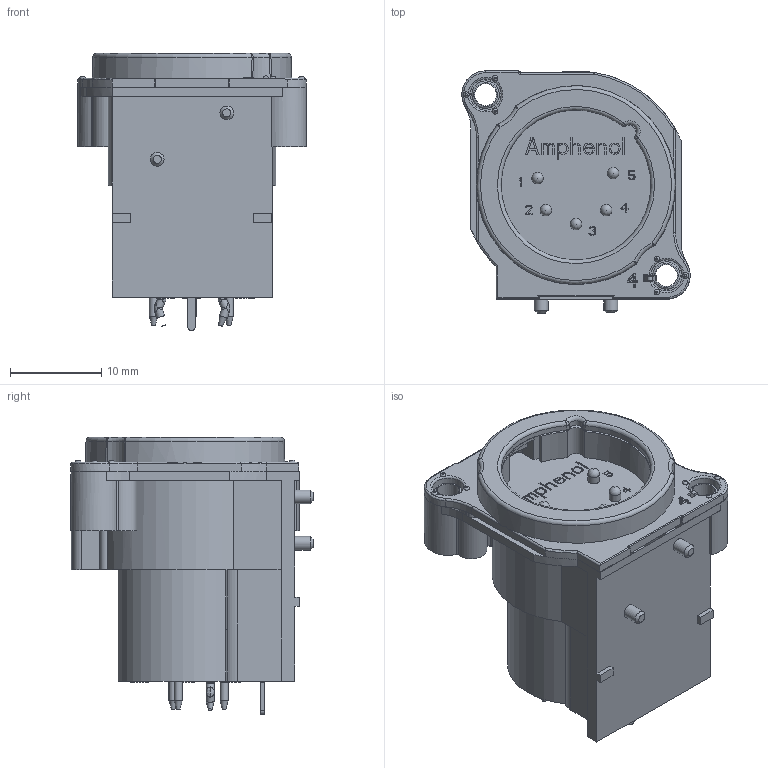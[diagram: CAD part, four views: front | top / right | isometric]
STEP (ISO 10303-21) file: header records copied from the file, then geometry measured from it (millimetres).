
FILE_DESCRIPTION(/* description */ (''),/* implementation_level */ '2;1');
FILE_NAME(/* name */ 'AC5MBV-AU-PRE.stp',/* time_stamp */ '2026-04-15T19:02:19+10:00',/* author */ ('minh'),/* organization */ (''),/* preprocessor_version */ 'ST-DEVELOPER v19.2',/* originating_system */ 'Autodesk Inventor 2023',/* authorisation */ '');
FILE_SCHEMA (('AUTOMOTIVE_DESIGN { 1 0 10303 214 3 1 1 }'));
Length unit declared in the file: inch
Products named in the file (1): AC5MBV-AU-PRE simplified
Bounding box: 25 x 26.5 x 30.35 mm (x, y, z)
Volume: 7772.7 mm3; surface area: 4726 mm2
Topology: 1 solids, 3 shells, 821 faces, 2192 edges, 1409 vertices
Faces by surface type: plane 548, cylinder 167, torus 36, sphere 29, bspline 28, cone 13
Full cylindrical faces by diameter (mm): 0.9 x9, 1 x2, 1.2 x2, 1.27 x5, 1.5 x2, 2 x3, 2.4 x1, 3 x1, 3.4 x1
Entity records: 28646 total; most frequent: CARTESIAN_POINT 7215, ORIENTED_EDGE 4370, DIRECTION 4151, EDGE_CURVE 2185, LINE 1613, VECTOR 1613, VERTEX_POINT 1409, AXIS2_PLACEMENT_3D 1269
